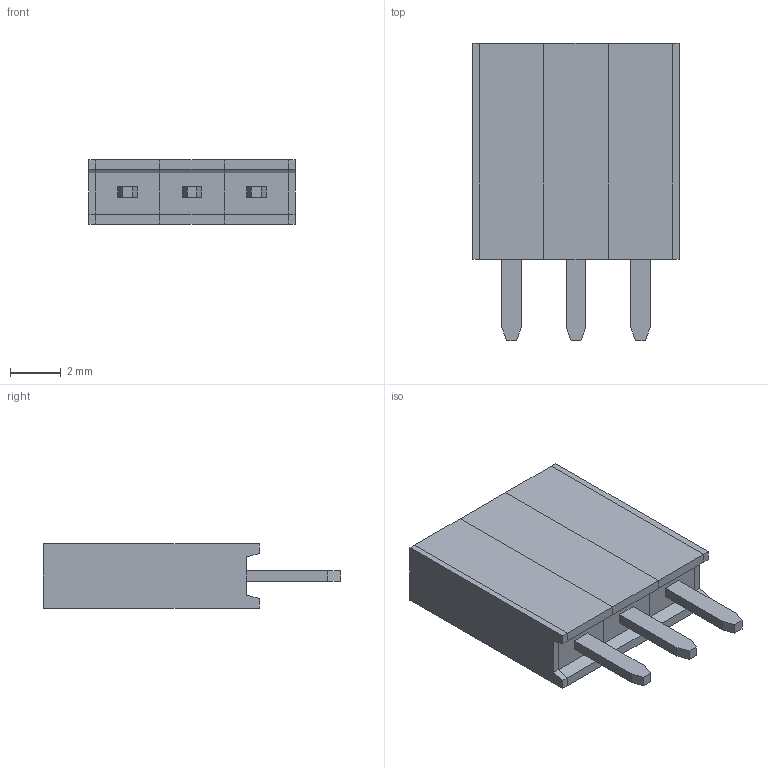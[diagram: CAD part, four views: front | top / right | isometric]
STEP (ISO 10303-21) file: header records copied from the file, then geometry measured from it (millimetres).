
FILE_DESCRIPTION (( 'STEP AP214' ), '1' );
FILE_NAME ('NPPC031LFBN-RC.STEP', '2024-10-30T12:14:05', ( '' ), ( '' ), 'SwSTEP 2.0', 'SolidWorks 2021', '' );
FILE_SCHEMA (( 'AUTOMOTIVE_DESIGN' ));
Length unit declared in the file: millimetre
Products named in the file (3): NPPC031LFBN-RC; PPPC021LFBN-RC_C03; Pin - Gold
Assembly tree (4 placements, depth 2):
  NPPC031LFBN-RC
    PPPC021LFBN-RC_C03
    Pin - Gold  x3
Bounding box: 8.13 x 11.71 x 2.54 mm (x, y, z)
Volume: 168.8 mm3; surface area: 430.9 mm2
Topology: 8 solids, 8 shells, 101 faces, 234 edges, 152 vertices
Faces by surface type: plane 101
Entity records: 2518 total; most frequent: CARTESIAN_POINT 418, ORIENTED_EDGE 396, DIRECTION 382, LINE 198, EDGE_CURVE 198, VECTOR 198, VERTEX_POINT 128, AXIS2_PLACEMENT_3D 92
